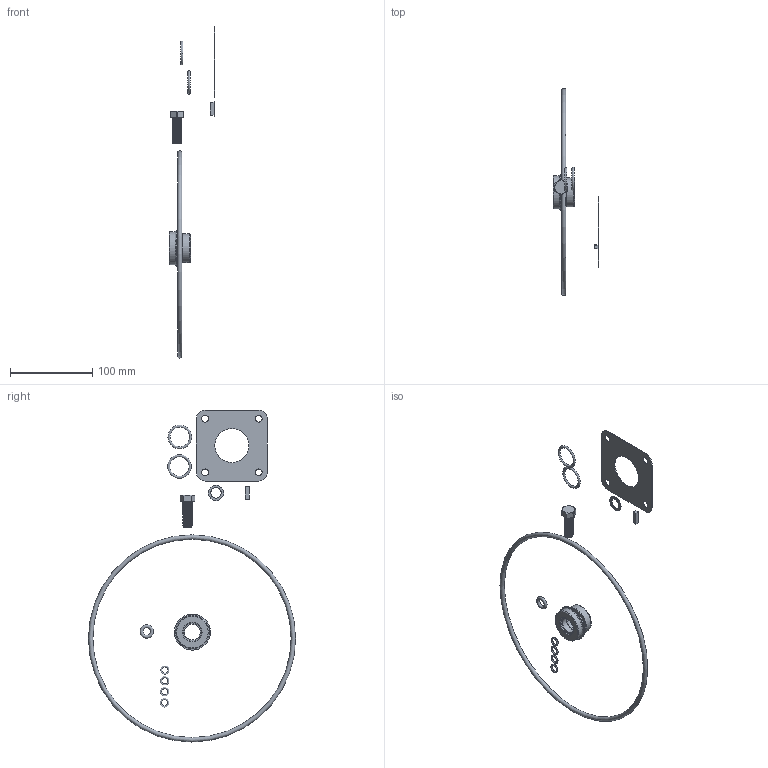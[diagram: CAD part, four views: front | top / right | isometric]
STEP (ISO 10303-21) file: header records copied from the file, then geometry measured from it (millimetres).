
FILE_DESCRIPTION(/* description */ ('222 PUMP SERIES REPAIR KIT-FKM','CAx-IF Rec.Pracs.---Representation and Presentation of Product Manufacturing Information (PMI)---4.0---2014-10-13'),/* implementation_level */ '2;1');
FILE_NAME(/* name */ '15999V.stp',/* time_stamp */ '2019-06-24T16:19:25-04:00',/* author */ ('casbury'),/* organization */ (''),/* preprocessor_version */ 'ST-DEVELOPER v17.2',/* originating_system */ 'Autodesk Inventor 2019',/* authorisation */ '');
FILE_SCHEMA (('AP242_MANAGED_MODEL_BASED_3D_ENGINEERING_MIM_LF { 1 0 10303 442 1 1 4 }'));
Length unit declared in the file: inch
Products named in the file (14): 15999V; 12099; 13778V; RK1001P; 12902A; 15751; 15752; RK1003P; 12713V; 12713V_1; 12710V; 12717V; 12719AV; A204V
Assembly tree (17 placements, depth 4):
  15999V
    12099
    13778V  x2
    RK1001P
      12902A
      15751
      15752
    RK1003P
      12713V
        12713V_1
        12710V
      12717V  x4
      12719AV
      A204V
Bounding box: 55.47 x 251.33 x 402.82 mm (x, y, z)
Volume: 46934.3 mm3; surface area: 38841.1 mm2
Topology: 14 solids, 14 shells, 163 faces, 521 edges, 437 vertices
Faces by surface type: cylinder 66, plane 43, cone 41, torus 13
Full cylindrical faces by diameter (mm): 8.204 x4, 9.629 x17, 11.112 x16, 12.7 x1, 18.669 x1, 19.05 x3, 20.637 x1, 22.225 x1, 25.4 x1, 26.987 x1, 28.575 x1, 33.147 x1, 33.337 x1, 34.925 x1, 40.005 x1, 41.402 x1, 43.688 x1
Entity records: 7305 total; most frequent: CARTESIAN_POINT 2366, DIRECTION 962, ORIENTED_EDGE 878, EDGE_CURVE 439, AXIS2_PLACEMENT_3D 405, VERTEX_POINT 301, CIRCLE 209, EDGE_LOOP 184
